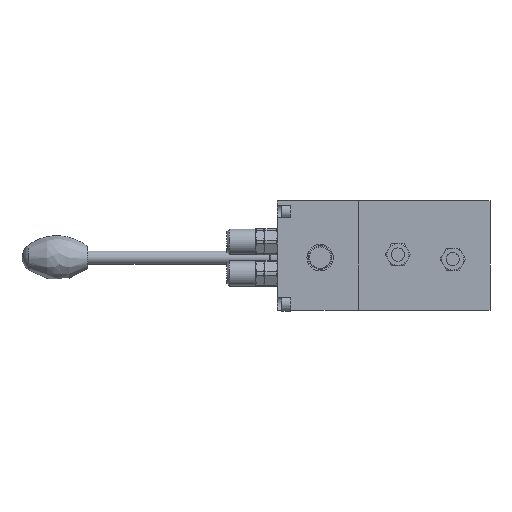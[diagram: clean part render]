
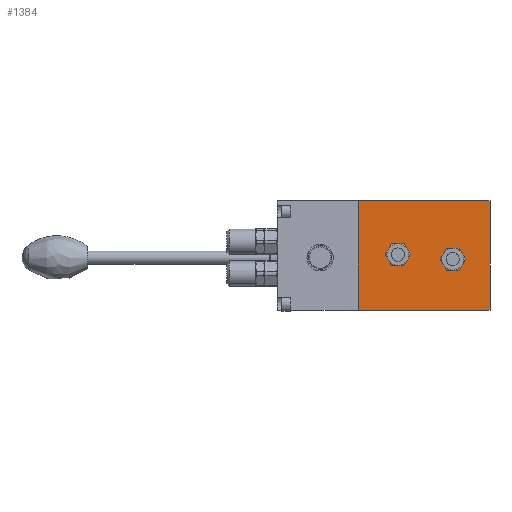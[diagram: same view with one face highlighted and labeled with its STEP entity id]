
A CAD part, left-side view. The second image highlights one B-rep face of the part: STEP entity #1384.
In plain terms, the highlighted planar face has unit normal (-1, 0, 0).
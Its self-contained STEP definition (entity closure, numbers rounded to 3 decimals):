
#1384 = ADVANCED_FACE( '', ( #2760, #2761, #2762 ), #2763, .F. );
#2760 = FACE_BOUND( '', #4207, .T. );
#2761 = FACE_BOUND( '', #4208, .T. );
#2762 = FACE_OUTER_BOUND( '', #4209, .T. );
#2763 = PLANE( '', #4210 );
#4207 = EDGE_LOOP( '', ( #6882 ) );
#4208 = EDGE_LOOP( '', ( #6883 ) );
#4209 = EDGE_LOOP( '', ( #6884, #6885, #6886, #6887 ) );
#4210 = AXIS2_PLACEMENT_3D( '', #6888, #6889, #6890 );
#6882 = ORIENTED_EDGE( '', *, *, #8617, .T. );
#6883 = ORIENTED_EDGE( '', *, *, #8618, .T. );
#6884 = ORIENTED_EDGE( '', *, *, #7866, .F. );
#6885 = ORIENTED_EDGE( '', *, *, #8619, .F. );
#6886 = ORIENTED_EDGE( '', *, *, #8120, .F. );
#6887 = ORIENTED_EDGE( '', *, *, #8620, .F. );
#6888 = CARTESIAN_POINT( '', ( -35., 0., 0. ) );
#6889 = DIRECTION( '', ( 1., 0., 0. ) );
#6890 = DIRECTION( '', ( 0., 0., -1. ) );
#7866 = EDGE_CURVE( '', #9190, #9192, #9193, .T. );
#8120 = EDGE_CURVE( '', #9592, #9594, #9595, .T. );
#8617 = EDGE_CURVE( '', #10280, #10280, #10281, .T. );
#8618 = EDGE_CURVE( '', #10282, #10282, #10283, .T. );
#8619 = EDGE_CURVE( '', #9594, #9190, #10284, .T. );
#8620 = EDGE_CURVE( '', #9192, #9592, #10285, .T. );
#9190 = VERTEX_POINT( '', #11073 );
#9192 = VERTEX_POINT( '', #11076 );
#9193 = LINE( '', #11077, #11078 );
#9592 = VERTEX_POINT( '', #11911 );
#9594 = VERTEX_POINT( '', #11914 );
#9595 = LINE( '', #11915, #11916 );
#10280 = VERTEX_POINT( '', #13458 );
#10281 = CIRCLE( '', #13459, 3.1 );
#10282 = VERTEX_POINT( '', #13460 );
#10283 = CIRCLE( '', #13461, 3.1 );
#10284 = LINE( '', #13462, #13463 );
#10285 = LINE( '', #13464, #13465 );
#11073 = CARTESIAN_POINT( '', ( -35., 30., 25. ) );
#11076 = CARTESIAN_POINT( '', ( -35., -30., 25. ) );
#11077 = CARTESIAN_POINT( '', ( -35., 30., 25. ) );
#11078 = VECTOR( '', #13969, 1000. );
#11911 = CARTESIAN_POINT( '', ( -35., -30., -25. ) );
#11914 = CARTESIAN_POINT( '', ( -35., 30., -25. ) );
#11915 = CARTESIAN_POINT( '', ( -35., -30., -25. ) );
#11916 = VECTOR( '', #14270, 1000. );
#13458 = CARTESIAN_POINT( '', ( -35., 12., -2.7 ) );
#13459 = AXIS2_PLACEMENT_3D( '', #14797, #14798, #14799 );
#13460 = CARTESIAN_POINT( '', ( -35., -13., -4.8 ) );
#13461 = AXIS2_PLACEMENT_3D( '', #14800, #14801, #14802 );
#13462 = CARTESIAN_POINT( '', ( -35., 30., -25. ) );
#13463 = VECTOR( '', #14803, 1000. );
#13464 = CARTESIAN_POINT( '', ( -35., -30., 25. ) );
#13465 = VECTOR( '', #14804, 1000. );
#13969 = DIRECTION( '', ( 0., -1., 0. ) );
#14270 = DIRECTION( '', ( 0., 1., 0. ) );
#14797 = CARTESIAN_POINT( '', ( -35., 12., 0.4 ) );
#14798 = DIRECTION( '', ( 1., 0., 0. ) );
#14799 = DIRECTION( '', ( 0., 0., -1. ) );
#14800 = CARTESIAN_POINT( '', ( -35., -13., -1.7 ) );
#14801 = DIRECTION( '', ( 1., 0., 0. ) );
#14802 = DIRECTION( '', ( 0., 0., -1. ) );
#14803 = DIRECTION( '', ( 0., 0., 1. ) );
#14804 = DIRECTION( '', ( 0., 0., -1. ) );
